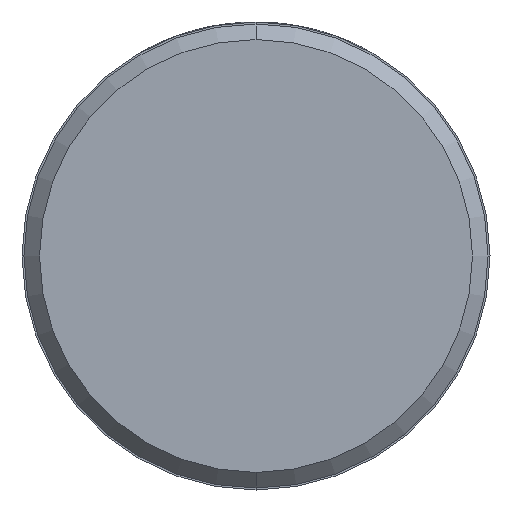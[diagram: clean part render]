
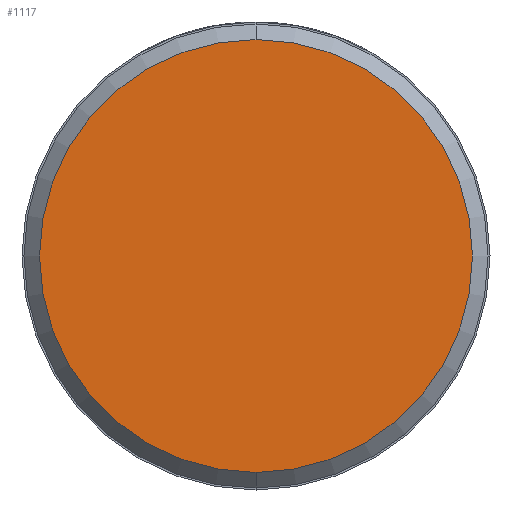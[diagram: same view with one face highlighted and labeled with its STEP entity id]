
A CAD part, front view. The second image highlights one B-rep face of the part: STEP entity #1117.
In plain terms, the highlighted planar face has unit normal (0, -1, 0).
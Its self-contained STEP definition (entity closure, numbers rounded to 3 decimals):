
#127 = EDGE_CURVE ( 'NONE', #652, #562, #2761, .T. ) ;
#552 = CARTESIAN_POINT ( 'NONE',  ( 0., 0., 0. ) ) ;
#562 = VERTEX_POINT ( 'NONE', #1336 ) ;
#617 = DIRECTION ( 'NONE',  ( 0., 0., 1. ) ) ;
#652 = VERTEX_POINT ( 'NONE', #2106 ) ;
#858 = DIRECTION ( 'NONE',  ( 0., 1., 0. ) ) ;
#861 = CARTESIAN_POINT ( 'NONE',  ( 0., 0., 0. ) ) ;
#1012 = AXIS2_PLACEMENT_3D ( 'NONE', #861, #2773, #1358 ) ;
#1046 = ORIENTED_EDGE ( 'NONE', *, *, #127, .T. ) ;
#1117 = ADVANCED_FACE ( 'NONE', ( #1823 ), #1789, .F. ) ;
#1138 = AXIS2_PLACEMENT_3D ( 'NONE', #1556, #858, #617 ) ;
#1336 = CARTESIAN_POINT ( 'NONE',  ( 0., 0., -27.75 ) ) ;
#1358 = DIRECTION ( 'NONE',  ( 0., 0., 1. ) ) ;
#1518 = ORIENTED_EDGE ( 'NONE', *, *, #2417, .T. ) ;
#1556 = CARTESIAN_POINT ( 'NONE',  ( 0., 0., 0. ) ) ;
#1789 = PLANE ( 'NONE',  #1138 ) ;
#1823 = FACE_OUTER_BOUND ( 'NONE', #2372, .T. ) ;
#2106 = CARTESIAN_POINT ( 'NONE',  ( 0., 0., 27.75 ) ) ;
#2212 = DIRECTION ( 'NONE',  ( 0., 0., 1. ) ) ;
#2372 = EDGE_LOOP ( 'NONE', ( #1046, #1518 ) ) ;
#2417 = EDGE_CURVE ( 'NONE', #562, #652, #2888, .T. ) ;
#2723 = DIRECTION ( 'NONE',  ( 0., -1., 0. ) ) ;
#2761 = CIRCLE ( 'NONE', #1012, 27.75 ) ;
#2773 = DIRECTION ( 'NONE',  ( 0., -1., 0. ) ) ;
#2797 = AXIS2_PLACEMENT_3D ( 'NONE', #552, #2723, #2212 ) ;
#2888 = CIRCLE ( 'NONE', #2797, 27.75 ) ;
